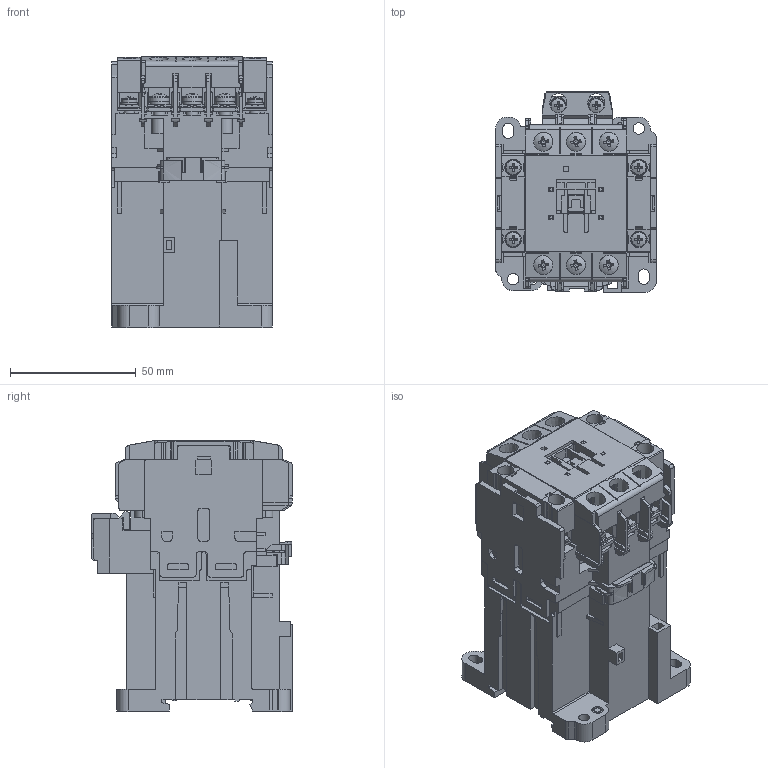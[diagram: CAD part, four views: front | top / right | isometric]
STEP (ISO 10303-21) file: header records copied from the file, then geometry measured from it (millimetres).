
FILE_DESCRIPTION (( 'STEP AP214' ), '1' );
FILE_NAME ('SC20DG.STEP', '2024-02-06T00:57:47', ( '' ), ( '' ), 'SwSTEP 2.0', 'SolidWorks 2024', '' );
FILE_SCHEMA (( 'AUTOMOTIVE_DESIGN' ));
Length unit declared in the file: millimetre
Products named in the file (18): SC20-38DG Coil plate band; SC20-38DG Main copper band; Screw M4^SC20DG; cross recessed pan head screw_jis_JIS B 1111 Cross recessed pan head screw - M4 x 10 - Z --10N; Plate_M3P5_7P6; SC20-38DG Aux copper band; spring lock washer_2_jis_JIS B 1251 No.2 4; cross recessed pan head screw_jis_JIS B 1111 Cross recessed pan head screw - M3.5 x 8 - Z --8N; SC20-38DG_Case; SC20-38DG_bottom cover; SC20DG; Screw M3P5^SC20DG; SC20-38DG_coil terminal cover; SC20-38DG_Case^SC20DG; SC20-38DG_Main terminal cover; SC20-38DG Aux terminal cover; spring lock washer_2_jis_JIS B 1251 No.2 3.5; Plate_M4_9P7-9P7 flat
Assembly tree (33 placements, depth 3):
  SC20DG
    SC20-38DG_Case^SC20DG
      SC20-38DG_Case
      SC20-38DG Main copper band  x3
      SC20-38DG Coil plate band  x2
      SC20-38DG Aux copper band  x2
      SC20-38DG_bottom cover
    Screw M3P5^SC20DG  x6
      Plate_M3P5_7P6
      spring lock washer_2_jis_JIS B 1251 No.2 3.5
      cross recessed pan head screw_jis_JIS B 1111 Cross recessed pan head screw - M3.5 x 8 - Z --8N
    Screw M4^SC20DG  x6
      Plate_M4_9P7-9P7 flat
      spring lock washer_2_jis_JIS B 1251 No.2 4
      cross recessed pan head screw_jis_JIS B 1111 Cross recessed pan head screw - M4 x 10 - Z --10N
    SC20-38DG_Main terminal cover  x2
    SC20-38DG_coil terminal cover
    SC20-38DG Aux terminal cover  x2
Bounding box: 64 x 79.7 x 108 mm (x, y, z)
Volume: 323068 mm3; surface area: 95653.4 mm2
Topology: 53 solids, 53 shells, 3398 faces, 9585 edges, 6302 vertices
Faces by surface type: plane 2824, cylinder 440, cone 92, torus 24, sphere 12, bspline 6
Full cylindrical faces by diameter (mm): 1.6 x1, 3 x2, 3.5 x22, 4 x18, 4.3 x4, 4.5 x6, 4.525 x4, 4.8 x6, 6 x6, 6.6 x4, 8 x6, 8.2 x4
Entity records: 83908 total; most frequent: CARTESIAN_POINT 13035, ORIENTED_EDGE 12054, DIRECTION 11003, EDGE_CURVE 6027, VECTOR 5149, LINE 5149, VERTEX_POINT 4014, AXIS2_PLACEMENT_3D 2927
